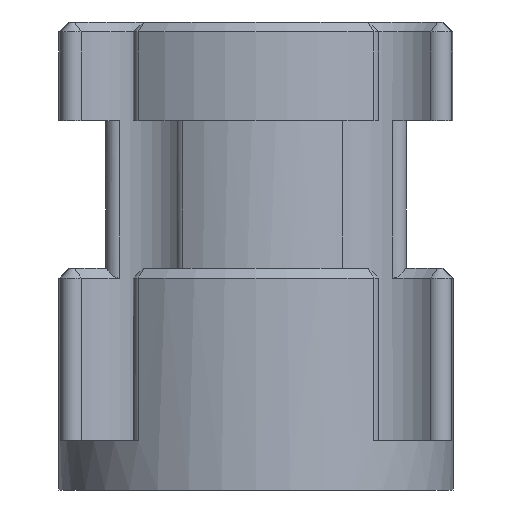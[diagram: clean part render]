
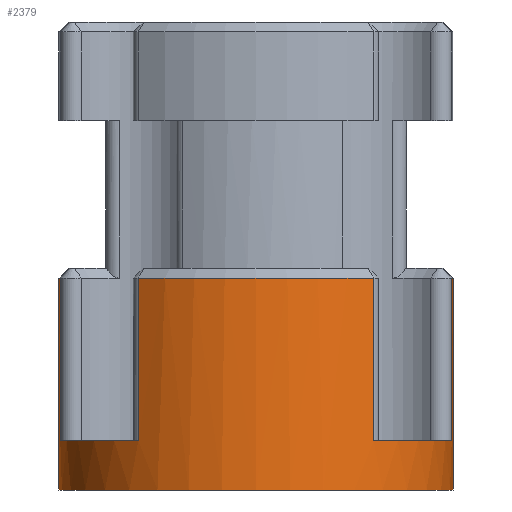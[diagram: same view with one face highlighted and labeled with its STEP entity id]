
A CAD part, front view. The second image highlights one B-rep face of the part: STEP entity #2379.
In plain terms, the highlighted cylindrical face has radius 8 mm (diameter 16 mm), a partial arc.
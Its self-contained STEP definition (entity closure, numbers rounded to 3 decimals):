
#69 = EDGE_CURVE ( 'NONE', #1521, #95, #1632, .T. ) ;
#95 = VERTEX_POINT ( 'NONE', #139 ) ;
#139 = CARTESIAN_POINT ( 'NONE',  ( -4.777, -6.417, 2. ) ) ;
#159 = CARTESIAN_POINT ( 'NONE',  ( 8., 0., 8.6 ) ) ;
#194 = CARTESIAN_POINT ( 'NONE',  ( 4.777, -6.417, 8.6 ) ) ;
#205 = EDGE_CURVE ( 'NONE', #2171, #2558, #2331, .T. ) ;
#220 = EDGE_CURVE ( 'NONE', #2844, #2346, #2128, .T. ) ;
#260 = AXIS2_PLACEMENT_3D ( 'NONE', #2070, #1613, #2556 ) ;
#278 = VERTEX_POINT ( 'NONE', #2443 ) ;
#313 = CIRCLE ( 'NONE', #796, 8. ) ;
#325 = FACE_OUTER_BOUND ( 'NONE', #483, .T. ) ;
#327 = VERTEX_POINT ( 'NONE', #1312 ) ;
#331 = CARTESIAN_POINT ( 'NONE',  ( -8., 0., 8.6 ) ) ;
#386 = DIRECTION ( 'NONE',  ( 0., 0., -1. ) ) ;
#410 = DIRECTION ( 'NONE',  ( 1., 0., 0. ) ) ;
#411 = DIRECTION ( 'NONE',  ( 1., 0., 0. ) ) ;
#414 = EDGE_CURVE ( 'NONE', #327, #95, #2006, .T. ) ;
#483 = EDGE_LOOP ( 'NONE', ( #1621, #961, #2631, #1838, #2562, #3035, #3032, #2878, #1164, #3023, #1272, #794 ) ) ;
#605 = LINE ( 'NONE', #1557, #1494 ) ;
#635 = AXIS2_PLACEMENT_3D ( 'NONE', #2444, #1288, #2456 ) ;
#683 = DIRECTION ( 'NONE',  ( 0., 0., 1. ) ) ;
#701 = VECTOR ( 'NONE', #2771, 1000. ) ;
#732 = VECTOR ( 'NONE', #1135, 1000. ) ;
#782 = AXIS2_PLACEMENT_3D ( 'NONE', #2459, #2534, #410 ) ;
#794 = ORIENTED_EDGE ( 'NONE', *, *, #2419, .T. ) ;
#796 = AXIS2_PLACEMENT_3D ( 'NONE', #2239, #2695, #817 ) ;
#817 = DIRECTION ( 'NONE',  ( 1., 0., 0. ) ) ;
#847 = CARTESIAN_POINT ( 'NONE',  ( -8., 0., 0. ) ) ;
#900 = CIRCLE ( 'NONE', #3045, 8. ) ;
#961 = ORIENTED_EDGE ( 'NONE', *, *, #3072, .T. ) ;
#1103 = DIRECTION ( 'NONE',  ( 1., 0., 0. ) ) ;
#1135 = DIRECTION ( 'NONE',  ( 0., 0., -1. ) ) ;
#1164 = ORIENTED_EDGE ( 'NONE', *, *, #1213, .T. ) ;
#1202 = DIRECTION ( 'NONE',  ( 0., 0., -1. ) ) ;
#1213 = EDGE_CURVE ( 'NONE', #1521, #1441, #2821, .T. ) ;
#1248 = VERTEX_POINT ( 'NONE', #194 ) ;
#1270 = DIRECTION ( 'NONE',  ( 0., 0., -1. ) ) ;
#1272 = ORIENTED_EDGE ( 'NONE', *, *, #205, .T. ) ;
#1288 = DIRECTION ( 'NONE',  ( 0., 0., -1. ) ) ;
#1312 = CARTESIAN_POINT ( 'NONE',  ( -4.777, -6.417, 8.6 ) ) ;
#1316 = EDGE_CURVE ( 'NONE', #1248, #327, #1946, .T. ) ;
#1441 = VERTEX_POINT ( 'NONE', #1895 ) ;
#1494 = VECTOR ( 'NONE', #2205, 1000. ) ;
#1521 = VERTEX_POINT ( 'NONE', #2935 ) ;
#1526 = AXIS2_PLACEMENT_3D ( 'NONE', #2699, #1776, #1103 ) ;
#1557 = CARTESIAN_POINT ( 'NONE',  ( 4.777, -6.417, 9. ) ) ;
#1583 = VECTOR ( 'NONE', #1270, 1000. ) ;
#1599 = EDGE_CURVE ( 'NONE', #2844, #1248, #605, .T. ) ;
#1613 = DIRECTION ( 'NONE',  ( 0., 0., -1. ) ) ;
#1621 = ORIENTED_EDGE ( 'NONE', *, *, #2357, .F. ) ;
#1632 = CIRCLE ( 'NONE', #1526, 8. ) ;
#1701 = VERTEX_POINT ( 'NONE', #159 ) ;
#1736 = VERTEX_POINT ( 'NONE', #2286 ) ;
#1760 = CARTESIAN_POINT ( 'NONE',  ( 8., 0., 9. ) ) ;
#1776 = DIRECTION ( 'NONE',  ( 0., 0., 1. ) ) ;
#1809 = DIRECTION ( 'NONE',  ( 0., 0., -1. ) ) ;
#1838 = ORIENTED_EDGE ( 'NONE', *, *, #220, .F. ) ;
#1878 = CARTESIAN_POINT ( 'NONE',  ( -7.946, -0.929, 9. ) ) ;
#1895 = CARTESIAN_POINT ( 'NONE',  ( -7.946, -0.929, 8.6 ) ) ;
#1946 = CIRCLE ( 'NONE', #260, 8. ) ;
#1952 = LINE ( 'NONE', #1760, #1583 ) ;
#2006 = LINE ( 'NONE', #2223, #2975 ) ;
#2070 = CARTESIAN_POINT ( 'NONE',  ( 0., 0., 8.6 ) ) ;
#2128 = CIRCLE ( 'NONE', #782, 8. ) ;
#2171 = VERTEX_POINT ( 'NONE', #331 ) ;
#2205 = DIRECTION ( 'NONE',  ( 0., 0., 1. ) ) ;
#2223 = CARTESIAN_POINT ( 'NONE',  ( -4.777, -6.417, 9. ) ) ;
#2239 = CARTESIAN_POINT ( 'NONE',  ( 0., 0., 0. ) ) ;
#2248 = CARTESIAN_POINT ( 'NONE',  ( 7.946, -0.929, 9. ) ) ;
#2286 = CARTESIAN_POINT ( 'NONE',  ( 7.946, -0.929, 8.6 ) ) ;
#2307 = LINE ( 'NONE', #2248, #701 ) ;
#2327 = DIRECTION ( 'NONE',  ( 1., 0., 0. ) ) ;
#2331 = LINE ( 'NONE', #2551, #732 ) ;
#2346 = VERTEX_POINT ( 'NONE', #2411 ) ;
#2357 = EDGE_CURVE ( 'NONE', #1701, #278, #1952, .T. ) ;
#2379 = ADVANCED_FACE ( 'NONE', ( #325 ), #2682, .T. ) ;
#2408 = CARTESIAN_POINT ( 'NONE',  ( 4.777, -6.417, 2. ) ) ;
#2411 = CARTESIAN_POINT ( 'NONE',  ( 7.946, -0.929, 2. ) ) ;
#2419 = EDGE_CURVE ( 'NONE', #2558, #278, #313, .T. ) ;
#2443 = CARTESIAN_POINT ( 'NONE',  ( 8., 0., 0. ) ) ;
#2444 = CARTESIAN_POINT ( 'NONE',  ( 0., 0., 9. ) ) ;
#2456 = DIRECTION ( 'NONE',  ( -1., 0., 0. ) ) ;
#2459 = CARTESIAN_POINT ( 'NONE',  ( 0., 0., 2. ) ) ;
#2534 = DIRECTION ( 'NONE',  ( 0., 0., 1. ) ) ;
#2535 = CARTESIAN_POINT ( 'NONE',  ( 0., 0., 8.6 ) ) ;
#2551 = CARTESIAN_POINT ( 'NONE',  ( -8., 0., 9. ) ) ;
#2556 = DIRECTION ( 'NONE',  ( 1., 0., 0. ) ) ;
#2558 = VERTEX_POINT ( 'NONE', #847 ) ;
#2562 = ORIENTED_EDGE ( 'NONE', *, *, #1599, .T. ) ;
#2593 = CIRCLE ( 'NONE', #2850, 8. ) ;
#2606 = CARTESIAN_POINT ( 'NONE',  ( 0., 0., 8.6 ) ) ;
#2631 = ORIENTED_EDGE ( 'NONE', *, *, #2959, .T. ) ;
#2648 = EDGE_CURVE ( 'NONE', #1441, #2171, #900, .T. ) ;
#2676 = VECTOR ( 'NONE', #683, 1000. ) ;
#2682 = CYLINDRICAL_SURFACE ( 'NONE', #635, 8. ) ;
#2695 = DIRECTION ( 'NONE',  ( 0., 0., 1. ) ) ;
#2699 = CARTESIAN_POINT ( 'NONE',  ( 0., 0., 2. ) ) ;
#2771 = DIRECTION ( 'NONE',  ( 0., 0., -1. ) ) ;
#2821 = LINE ( 'NONE', #1878, #2676 ) ;
#2844 = VERTEX_POINT ( 'NONE', #2408 ) ;
#2850 = AXIS2_PLACEMENT_3D ( 'NONE', #2535, #1809, #411 ) ;
#2878 = ORIENTED_EDGE ( 'NONE', *, *, #69, .F. ) ;
#2935 = CARTESIAN_POINT ( 'NONE',  ( -7.946, -0.929, 2. ) ) ;
#2959 = EDGE_CURVE ( 'NONE', #1736, #2346, #2307, .T. ) ;
#2975 = VECTOR ( 'NONE', #386, 1000. ) ;
#3023 = ORIENTED_EDGE ( 'NONE', *, *, #2648, .T. ) ;
#3032 = ORIENTED_EDGE ( 'NONE', *, *, #414, .T. ) ;
#3035 = ORIENTED_EDGE ( 'NONE', *, *, #1316, .T. ) ;
#3045 = AXIS2_PLACEMENT_3D ( 'NONE', #2606, #1202, #2327 ) ;
#3072 = EDGE_CURVE ( 'NONE', #1701, #1736, #2593, .T. ) ;
